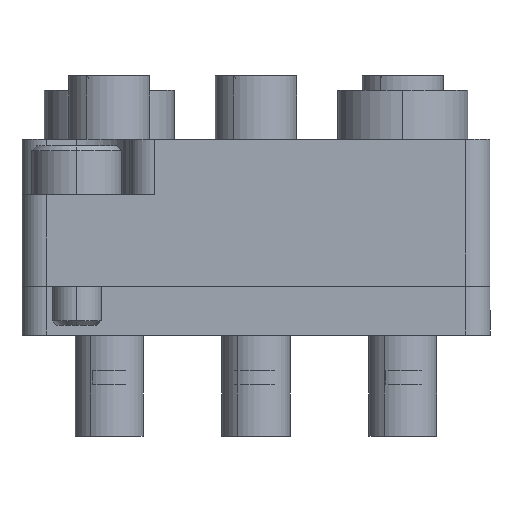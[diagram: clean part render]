
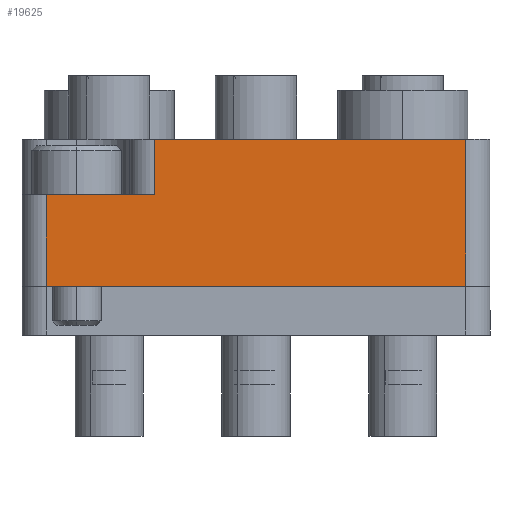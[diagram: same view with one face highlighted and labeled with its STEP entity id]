
A CAD part, front view. The second image highlights one B-rep face of the part: STEP entity #19625.
In plain terms, the highlighted face is planar.
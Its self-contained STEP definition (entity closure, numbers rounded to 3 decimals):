
#152 = CARTESIAN_POINT ( 'NONE',  ( 30., 5.6, 12.85 ) ) ;
#589 = EDGE_CURVE ( 'NONE', #4857, #833, #7188, .T. ) ;
#784 = LINE ( 'NONE', #7355, #2356 ) ;
#833 = VERTEX_POINT ( 'NONE', #13566 ) ;
#867 = DIRECTION ( 'NONE',  ( 1., 0., 0. ) ) ;
#955 = ORIENTED_EDGE ( 'NONE', *, *, #16262, .T. ) ;
#1597 = VERTEX_POINT ( 'NONE', #7503 ) ;
#1763 = ORIENTED_EDGE ( 'NONE', *, *, #589, .T. ) ;
#2356 = VECTOR ( 'NONE', #14194, 1000. ) ;
#2586 = VECTOR ( 'NONE', #11986, 1000. ) ;
#2684 = ORIENTED_EDGE ( 'NONE', *, *, #17255, .F. ) ;
#3477 = DIRECTION ( 'NONE',  ( 0., 0., -1. ) ) ;
#3652 = DIRECTION ( 'NONE',  ( 0., 1., 0. ) ) ;
#3657 = CARTESIAN_POINT ( 'NONE',  ( 30., 0., 14.35 ) ) ;
#3671 = ORIENTED_EDGE ( 'NONE', *, *, #9060, .F. ) ;
#4186 = PLANE ( 'NONE',  #12861 ) ;
#4551 = ORIENTED_EDGE ( 'NONE', *, *, #9665, .T. ) ;
#4558 = LINE ( 'NONE', #20999, #16296 ) ;
#4857 = VERTEX_POINT ( 'NONE', #6756 ) ;
#5269 = DIRECTION ( 'NONE',  ( 0., 0., -1. ) ) ;
#5551 = CARTESIAN_POINT ( 'NONE',  ( 30., 9., 14.35 ) ) ;
#6756 = CARTESIAN_POINT ( 'NONE',  ( 30., 9., 6.25 ) ) ;
#6801 = ORIENTED_EDGE ( 'NONE', *, *, #15276, .T. ) ;
#7188 = LINE ( 'NONE', #15112, #2586 ) ;
#7355 = CARTESIAN_POINT ( 'NONE',  ( 30., 0., 12.85 ) ) ;
#7503 = CARTESIAN_POINT ( 'NONE',  ( 30., 0., 12.85 ) ) ;
#7545 = DIRECTION ( 'NONE',  ( 0., 1., 0. ) ) ;
#8901 = DIRECTION ( 'NONE',  ( 0., 0., -1. ) ) ;
#9060 = EDGE_CURVE ( 'NONE', #4857, #18857, #13381, .T. ) ;
#9665 = EDGE_CURVE ( 'NONE', #19677, #18857, #4558, .T. ) ;
#10860 = FACE_OUTER_BOUND ( 'NONE', #19045, .T. ) ;
#11986 = DIRECTION ( 'NONE',  ( 0., -1., 0. ) ) ;
#12861 = AXIS2_PLACEMENT_3D ( 'NONE', #17405, #867, #7545 ) ;
#12960 = VECTOR ( 'NONE', #5269, 1000. ) ;
#13381 = LINE ( 'NONE', #5551, #13502 ) ;
#13502 = VECTOR ( 'NONE', #8901, 1000. ) ;
#13566 = CARTESIAN_POINT ( 'NONE',  ( 30., 5.6, 6.25 ) ) ;
#14194 = DIRECTION ( 'NONE',  ( 0., -1., 0. ) ) ;
#15077 = LINE ( 'NONE', #15177, #18459 ) ;
#15112 = CARTESIAN_POINT ( 'NONE',  ( 30., 5.6, 6.25 ) ) ;
#15177 = CARTESIAN_POINT ( 'NONE',  ( 30., 5.6, 7.75 ) ) ;
#15256 = LINE ( 'NONE', #3657, #12960 ) ;
#15276 = EDGE_CURVE ( 'NONE', #17238, #1597, #784, .T. ) ;
#16262 = EDGE_CURVE ( 'NONE', #1597, #19677, #15256, .T. ) ;
#16296 = VECTOR ( 'NONE', #3652, 1000. ) ;
#16640 = CARTESIAN_POINT ( 'NONE',  ( 30., 9., -12.85 ) ) ;
#17238 = VERTEX_POINT ( 'NONE', #152 ) ;
#17255 = EDGE_CURVE ( 'NONE', #17238, #833, #15077, .T. ) ;
#17405 = CARTESIAN_POINT ( 'NONE',  ( 30., 9., 14.35 ) ) ;
#18459 = VECTOR ( 'NONE', #3477, 1000. ) ;
#18857 = VERTEX_POINT ( 'NONE', #16640 ) ;
#19001 = CARTESIAN_POINT ( 'NONE',  ( 30., 0., -12.85 ) ) ;
#19045 = EDGE_LOOP ( 'NONE', ( #955, #4551, #3671, #1763, #2684, #6801 ) ) ;
#19625 = ADVANCED_FACE ( 'NONE', ( #10860 ), #4186, .T. ) ;
#19677 = VERTEX_POINT ( 'NONE', #19001 ) ;
#20999 = CARTESIAN_POINT ( 'NONE',  ( 30., 9., -12.85 ) ) ;
